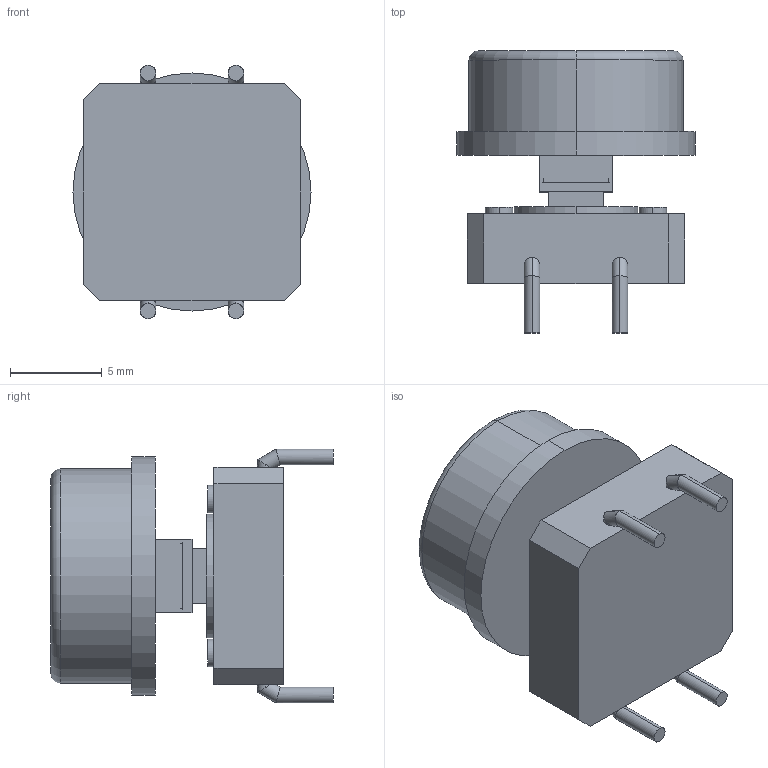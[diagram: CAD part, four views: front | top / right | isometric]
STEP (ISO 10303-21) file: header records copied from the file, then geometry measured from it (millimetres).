
FILE_DESCRIPTION (( 'STEP AP214' ), '1' );
FILE_NAME ('Êíîïêà ñ êîëïà÷êîì.STEP', '2020-09-20T14:10:59', ( 'kot' ), ( '' ), 'SwSTEP 2.0', 'SolidWorks 2018', '' );
FILE_SCHEMA (( 'AUTOMOTIVE_DESIGN' ));
Length unit declared in the file: millimetre
Products named in the file (3): 扻錝僝樏13擤; User Library-Button 12x12x7_3 - êîïèÿ; Êíîïêà ñ êîëïà÷êîì
Assembly tree (2 placements, depth 2):
  Êíîïêà ñ êîëïà÷êîì
    User Library-Button 12x12x7_3 - êîïèÿ
    扻錝僝樏13擤
Bounding box: 13 x 15.4 x 13.85 mm (x, y, z)
Volume: 1225.9 mm3; surface area: 1353.3 mm2
Topology: 8 solids, 8 shells, 121 faces, 272 edges, 178 vertices
Faces by surface type: plane 59, cylinder 56, cone 4, torus 2
Entity records: 4547 total; most frequent: CARTESIAN_POINT 672, DIRECTION 580, ORIENTED_EDGE 544, EDGE_CURVE 272, AXIS2_PLACEMENT_3D 214, VERTEX_POINT 178, VECTOR 152, LINE 152
